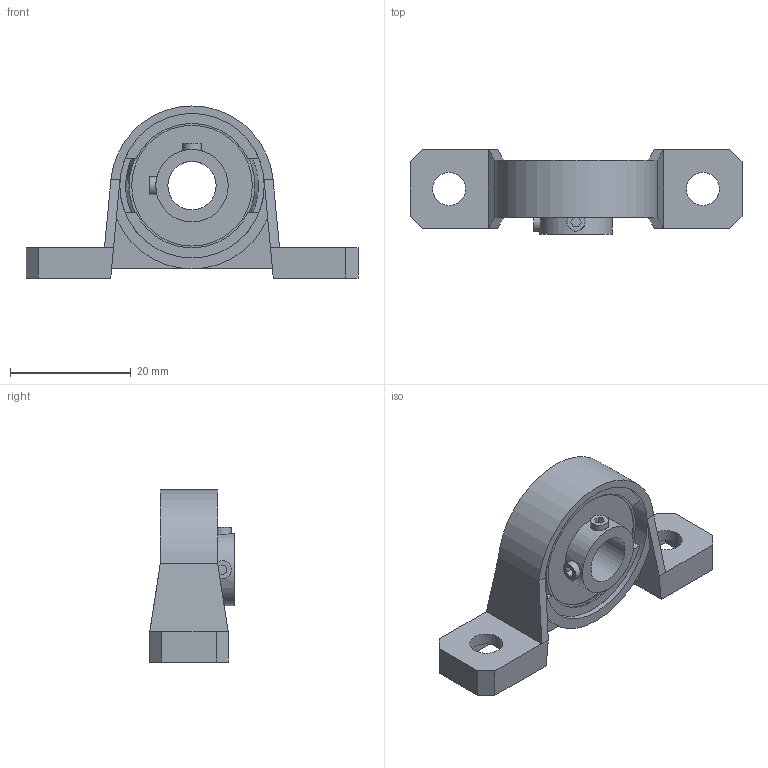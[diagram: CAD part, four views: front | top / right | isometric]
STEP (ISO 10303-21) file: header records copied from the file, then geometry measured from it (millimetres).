
FILE_DESCRIPTION(('FreeCAD Model'),'2;1');
FILE_NAME('Open CASCADE Shape Model','2022-12-26T22:48:34',('Author'),( ''),'Open CASCADE STEP processor 7.5','FreeCAD','Unknown');
FILE_SCHEMA(('AUTOMOTIVE_DESIGN { 1 0 10303 214 1 1 1 1 }'));
Length unit declared in the file: millimetre
Products named in the file (4): KP08; KP08Housing; KP08Bearing; DIN 913 M3x3
Assembly tree (4 placements, depth 2):
  KP08
    KP08Housing
    KP08Bearing
    DIN 913 M3x3  x2
Bounding box: 55 x 14 x 28.5 mm (x, y, z)
Volume: 5793.8 mm3; surface area: 5364.6 mm2
Topology: 4 solids, 4 shells, 96 faces, 239 edges, 160 vertices
Faces by surface type: plane 72, cylinder 20, sphere 2, cone 2
Full cylindrical faces by diameter (mm): 3 x4, 5.5 x2, 8 x1, 12 x2, 20 x2, 23.945 x2
Entity records: 7712 total; most frequent: CARTESIAN_POINT 3481, DIRECTION 718, ORIENTED_EDGE 424, PCURVE 424, DEFINITIONAL_REPRESENTATION 424, LINE 395, VECTOR 395, EDGE_CURVE 212
